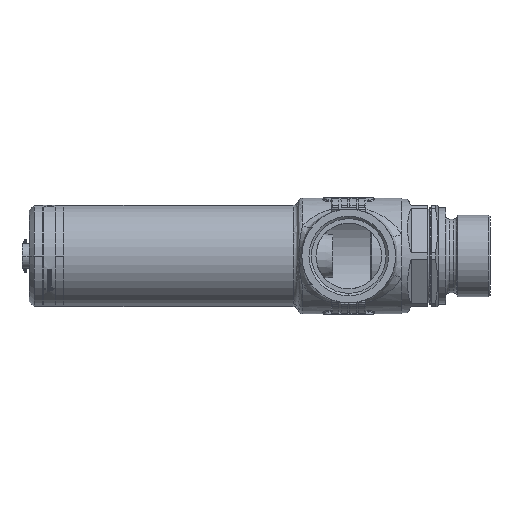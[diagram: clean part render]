
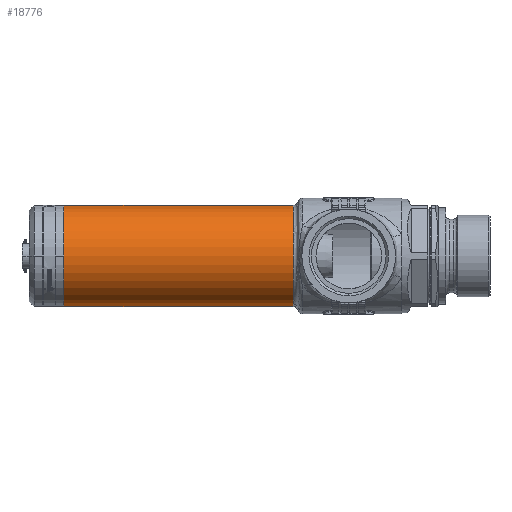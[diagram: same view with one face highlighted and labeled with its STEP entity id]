
A CAD part, left-side view. The second image highlights one B-rep face of the part: STEP entity #18776.
In plain terms, the highlighted cylindrical face has radius 20.5 mm (diameter 41 mm), a partial arc.
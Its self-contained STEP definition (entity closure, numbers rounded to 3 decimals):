
#3434 = VERTEX_POINT ( 'NONE', #4078 ) ;
#3811 = VECTOR ( 'NONE', #14342, 1000. ) ;
#4078 = CARTESIAN_POINT ( 'NONE',  ( 0., 79.8, -20.5 ) ) ;
#4484 = CARTESIAN_POINT ( 'NONE',  ( 0., 172.8, 0. ) ) ;
#4556 = CARTESIAN_POINT ( 'NONE',  ( 0., 172.8, 20.5 ) ) ;
#4790 = CARTESIAN_POINT ( 'NONE',  ( 0., 79.8, 20.5 ) ) ;
#5497 = CARTESIAN_POINT ( 'NONE',  ( 0., 172.8, -20.5 ) ) ;
#6982 = VECTOR ( 'NONE', #7785, 1000. ) ;
#7785 = DIRECTION ( 'NONE',  ( 0., -1., 0. ) ) ;
#8198 = CYLINDRICAL_SURFACE ( 'NONE', #40683, 20.5 ) ;
#9459 = EDGE_CURVE ( 'NONE', #29762, #3434, #12399, .T. ) ;
#10270 = ORIENTED_EDGE ( 'NONE', *, *, #20911, .F. ) ;
#12399 = LINE ( 'NONE', #30246, #3811 ) ;
#12941 = ORIENTED_EDGE ( 'NONE', *, *, #9459, .T. ) ;
#14342 = DIRECTION ( 'NONE',  ( 0., -1., 0. ) ) ;
#14993 = CARTESIAN_POINT ( 'NONE',  ( 0., 172.8, 20.5 ) ) ;
#15148 = CIRCLE ( 'NONE', #31226, 20.5 ) ;
#15580 = DIRECTION ( 'NONE',  ( 0., 1., 0. ) ) ;
#15620 = LINE ( 'NONE', #4556, #6982 ) ;
#16102 = EDGE_CURVE ( 'NONE', #3434, #21332, #24984, .T. ) ;
#18281 = DIRECTION ( 'NONE',  ( 0., 1., 0. ) ) ;
#18776 = ADVANCED_FACE ( 'NONE', ( #29547 ), #8198, .T. ) ;
#20423 = EDGE_CURVE ( 'NONE', #29762, #29746, #15148, .T. ) ;
#20818 = DIRECTION ( 'NONE',  ( 0., 0., -1. ) ) ;
#20911 = EDGE_CURVE ( 'NONE', #29746, #21332, #15620, .T. ) ;
#21332 = VERTEX_POINT ( 'NONE', #4790 ) ;
#21844 = AXIS2_PLACEMENT_3D ( 'NONE', #35015, #15580, #38287 ) ;
#24984 = CIRCLE ( 'NONE', #21844, 20.5 ) ;
#25076 = EDGE_LOOP ( 'NONE', ( #10270, #30226, #12941, #38527 ) ) ;
#29547 = FACE_OUTER_BOUND ( 'NONE', #25076, .T. ) ;
#29746 = VERTEX_POINT ( 'NONE', #14993 ) ;
#29762 = VERTEX_POINT ( 'NONE', #5497 ) ;
#30226 = ORIENTED_EDGE ( 'NONE', *, *, #20423, .F. ) ;
#30246 = CARTESIAN_POINT ( 'NONE',  ( 0., 172.8, -20.5 ) ) ;
#31226 = AXIS2_PLACEMENT_3D ( 'NONE', #37670, #18281, #40906 ) ;
#35015 = CARTESIAN_POINT ( 'NONE',  ( 0., 79.8, 0. ) ) ;
#37670 = CARTESIAN_POINT ( 'NONE',  ( 0., 172.8, 0. ) ) ;
#38287 = DIRECTION ( 'NONE',  ( 0., 0., 1. ) ) ;
#38527 = ORIENTED_EDGE ( 'NONE', *, *, #16102, .T. ) ;
#40072 = DIRECTION ( 'NONE',  ( 0., -1., 0. ) ) ;
#40683 = AXIS2_PLACEMENT_3D ( 'NONE', #4484, #40072, #20818 ) ;
#40906 = DIRECTION ( 'NONE',  ( 0., 0., 1. ) ) ;
